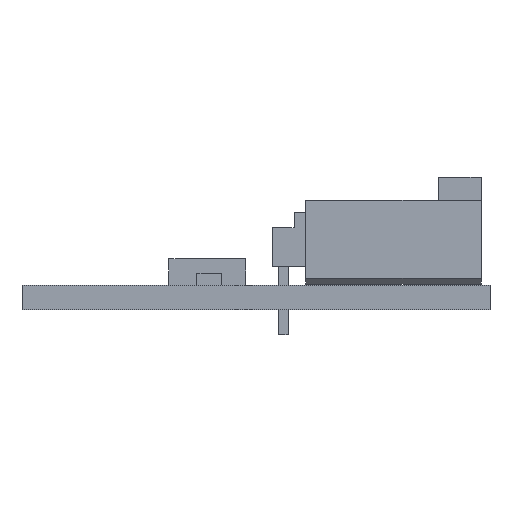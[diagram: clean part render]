
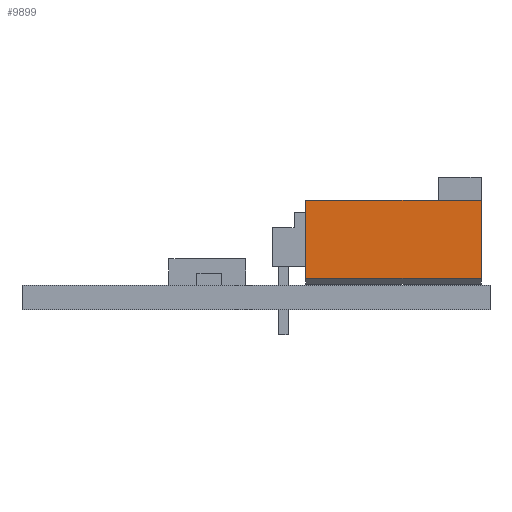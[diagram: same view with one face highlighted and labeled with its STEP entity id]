
A CAD part, front view. The second image highlights one B-rep face of the part: STEP entity #9899.
In plain terms, the highlighted face is planar.
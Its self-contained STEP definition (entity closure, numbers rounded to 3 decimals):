
#1930 = VERTEX_POINT('',#1931);
#1931 = CARTESIAN_POINT('',(-5.08,-2.54,-5.715));
#1940 = PLANE('',#1941);
#1941 = AXIS2_PLACEMENT_3D('',#1942,#1943,#1944);
#1942 = CARTESIAN_POINT('',(0.,0.,-5.715));
#1943 = DIRECTION('',(0.,0.,1.));
#1944 = DIRECTION('',(1.,0.,0.));
#1952 = PLANE('',#1953);
#1953 = AXIS2_PLACEMENT_3D('',#1954,#1955,#1956);
#1954 = CARTESIAN_POINT('',(-5.08,-2.54,-5.715));
#1955 = DIRECTION('',(0.,-1.,0.));
#1956 = DIRECTION('',(1.,0.,0.));
#2161 = VERTEX_POINT('',#2162);
#2162 = CARTESIAN_POINT('',(-5.08,2.54,-5.715));
#2176 = PLANE('',#2177);
#2177 = AXIS2_PLACEMENT_3D('',#2178,#2179,#2180);
#2178 = CARTESIAN_POINT('',(5.08,2.54,-5.715));
#2179 = DIRECTION('',(0.,1.,0.));
#2180 = DIRECTION('',(-1.,0.,0.));
#2188 = EDGE_CURVE('',#2161,#1930,#2189,.T.);
#2189 = SURFACE_CURVE('',#2190,(#2194,#2201),.PCURVE_S1.);
#2190 = LINE('',#2191,#2192);
#2191 = CARTESIAN_POINT('',(-5.08,2.54,-5.715));
#2192 = VECTOR('',#2193,1.);
#2193 = DIRECTION('',(0.,-1.,0.));
#2194 = PCURVE('',#1940,#2195);
#2195 = DEFINITIONAL_REPRESENTATION('',(#2196),#2200);
#2196 = LINE('',#2197,#2198);
#2197 = CARTESIAN_POINT('',(-5.08,2.54));
#2198 = VECTOR('',#2199,1.);
#2199 = DIRECTION('',(0.,-1.));
#2200 = ( GEOMETRIC_REPRESENTATION_CONTEXT(2) 
PARAMETRIC_REPRESENTATION_CONTEXT() REPRESENTATION_CONTEXT('2D SPACE',''
  ) );
#2201 = PCURVE('',#2202,#2207);
#2202 = PLANE('',#2203);
#2203 = AXIS2_PLACEMENT_3D('',#2204,#2205,#2206);
#2204 = CARTESIAN_POINT('',(-5.08,2.54,-5.715));
#2205 = DIRECTION('',(-1.,0.,0.));
#2206 = DIRECTION('',(0.,-1.,0.));
#2207 = DEFINITIONAL_REPRESENTATION('',(#2208),#2212);
#2208 = LINE('',#2209,#2210);
#2209 = CARTESIAN_POINT('',(0.,0.));
#2210 = VECTOR('',#2211,1.);
#2211 = DIRECTION('',(1.,0.));
#2212 = ( GEOMETRIC_REPRESENTATION_CONTEXT(2) 
PARAMETRIC_REPRESENTATION_CONTEXT() REPRESENTATION_CONTEXT('2D SPACE',''
  ) );
#2370 = PLANE('',#2371);
#2371 = AXIS2_PLACEMENT_3D('',#2372,#2373,#2374);
#2372 = CARTESIAN_POINT('',(0.,0.,5.715));
#2373 = DIRECTION('',(0.,0.,1.));
#2374 = DIRECTION('',(1.,0.,0.));
#2431 = EDGE_CURVE('',#1930,#2432,#2434,.T.);
#2432 = VERTEX_POINT('',#2433);
#2433 = CARTESIAN_POINT('',(-5.08,-2.54,5.715));
#2434 = SURFACE_CURVE('',#2435,(#2439,#2446),.PCURVE_S1.);
#2435 = LINE('',#2436,#2437);
#2436 = CARTESIAN_POINT('',(-5.08,-2.54,-5.715));
#2437 = VECTOR('',#2438,1.);
#2438 = DIRECTION('',(0.,0.,1.));
#2439 = PCURVE('',#1952,#2440);
#2440 = DEFINITIONAL_REPRESENTATION('',(#2441),#2445);
#2441 = LINE('',#2442,#2443);
#2442 = CARTESIAN_POINT('',(0.,0.));
#2443 = VECTOR('',#2444,1.);
#2444 = DIRECTION('',(0.,1.));
#2445 = ( GEOMETRIC_REPRESENTATION_CONTEXT(2) 
PARAMETRIC_REPRESENTATION_CONTEXT() REPRESENTATION_CONTEXT('2D SPACE',''
  ) );
#2446 = PCURVE('',#2202,#2447);
#2447 = DEFINITIONAL_REPRESENTATION('',(#2448),#2452);
#2448 = LINE('',#2449,#2450);
#2449 = CARTESIAN_POINT('',(5.08,0.));
#2450 = VECTOR('',#2451,1.);
#2451 = DIRECTION('',(0.,1.));
#2452 = ( GEOMETRIC_REPRESENTATION_CONTEXT(2) 
PARAMETRIC_REPRESENTATION_CONTEXT() REPRESENTATION_CONTEXT('2D SPACE',''
  ) );
#3074 = EDGE_CURVE('',#3075,#2432,#3077,.T.);
#3075 = VERTEX_POINT('',#3076);
#3076 = CARTESIAN_POINT('',(-5.08,2.54,5.715));
#3077 = SURFACE_CURVE('',#3078,(#3082,#3089),.PCURVE_S1.);
#3078 = LINE('',#3079,#3080);
#3079 = CARTESIAN_POINT('',(-5.08,2.54,5.715));
#3080 = VECTOR('',#3081,1.);
#3081 = DIRECTION('',(0.,-1.,0.));
#3082 = PCURVE('',#2370,#3083);
#3083 = DEFINITIONAL_REPRESENTATION('',(#3084),#3088);
#3084 = LINE('',#3085,#3086);
#3085 = CARTESIAN_POINT('',(-5.08,2.54));
#3086 = VECTOR('',#3087,1.);
#3087 = DIRECTION('',(0.,-1.));
#3088 = ( GEOMETRIC_REPRESENTATION_CONTEXT(2) 
PARAMETRIC_REPRESENTATION_CONTEXT() REPRESENTATION_CONTEXT('2D SPACE',''
  ) );
#3089 = PCURVE('',#2202,#3090);
#3090 = DEFINITIONAL_REPRESENTATION('',(#3091),#3095);
#3091 = LINE('',#3092,#3093);
#3092 = CARTESIAN_POINT('',(0.,11.43));
#3093 = VECTOR('',#3094,1.);
#3094 = DIRECTION('',(1.,0.));
#3095 = ( GEOMETRIC_REPRESENTATION_CONTEXT(2) 
PARAMETRIC_REPRESENTATION_CONTEXT() REPRESENTATION_CONTEXT('2D SPACE',''
  ) );
#8752 = EDGE_CURVE('',#2161,#3075,#8753,.T.);
#8753 = SURFACE_CURVE('',#8754,(#8758,#8765),.PCURVE_S1.);
#8754 = LINE('',#8755,#8756);
#8755 = CARTESIAN_POINT('',(-5.08,2.54,-5.715));
#8756 = VECTOR('',#8757,1.);
#8757 = DIRECTION('',(0.,0.,1.));
#8758 = PCURVE('',#2176,#8759);
#8759 = DEFINITIONAL_REPRESENTATION('',(#8760),#8764);
#8760 = LINE('',#8761,#8762);
#8761 = CARTESIAN_POINT('',(10.16,0.));
#8762 = VECTOR('',#8763,1.);
#8763 = DIRECTION('',(0.,1.));
#8764 = ( GEOMETRIC_REPRESENTATION_CONTEXT(2) 
PARAMETRIC_REPRESENTATION_CONTEXT() REPRESENTATION_CONTEXT('2D SPACE',''
  ) );
#8765 = PCURVE('',#2202,#8766);
#8766 = DEFINITIONAL_REPRESENTATION('',(#8767),#8771);
#8767 = LINE('',#8768,#8769);
#8768 = CARTESIAN_POINT('',(0.,0.));
#8769 = VECTOR('',#8770,1.);
#8770 = DIRECTION('',(0.,1.));
#8771 = ( GEOMETRIC_REPRESENTATION_CONTEXT(2) 
PARAMETRIC_REPRESENTATION_CONTEXT() REPRESENTATION_CONTEXT('2D SPACE',''
  ) );
#9899 = ADVANCED_FACE('',(#9900),#2202,.T.);
#9900 = FACE_BOUND('',#9901,.F.);
#9901 = EDGE_LOOP('',(#9902,#9903,#9904,#9905));
#9902 = ORIENTED_EDGE('',*,*,#2188,.F.);
#9903 = ORIENTED_EDGE('',*,*,#8752,.T.);
#9904 = ORIENTED_EDGE('',*,*,#3074,.T.);
#9905 = ORIENTED_EDGE('',*,*,#2431,.F.);
